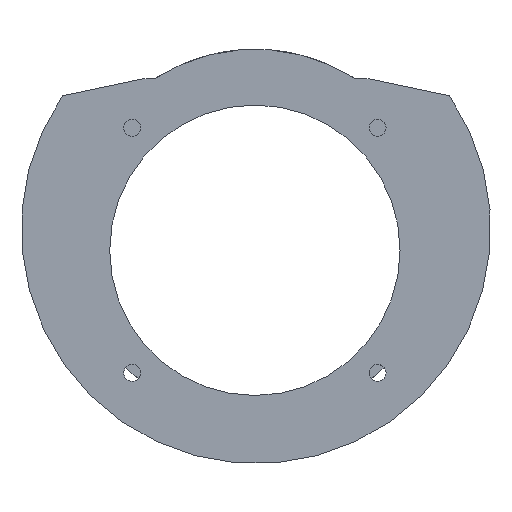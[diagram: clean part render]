
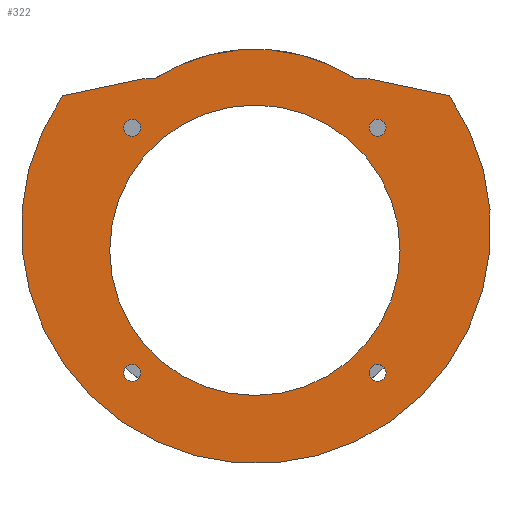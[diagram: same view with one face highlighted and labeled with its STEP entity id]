
A CAD part, front view. The second image highlights one B-rep face of the part: STEP entity #322.
In plain terms, the highlighted planar face has unit normal (0, -1, 0).
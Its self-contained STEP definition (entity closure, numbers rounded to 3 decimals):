
#16=FACE_BOUND('',#89,.T.);
#17=FACE_BOUND('',#90,.T.);
#18=FACE_BOUND('',#91,.T.);
#19=FACE_BOUND('',#92,.T.);
#20=FACE_BOUND('',#93,.T.);
#42=CIRCLE('',#360,30.);
#46=CIRCLE('',#367,1.375);
#47=CIRCLE('',#369,1.375);
#48=CIRCLE('',#371,1.375);
#49=CIRCLE('',#373,1.375);
#50=CIRCLE('',#375,23.5);
#51=CIRCLE('',#377,38.);
#69=FACE_OUTER_BOUND('',#88,.T.);
#88=EDGE_LOOP('',(#283,#284,#285,#286,#287,#288));
#89=EDGE_LOOP('',(#289));
#90=EDGE_LOOP('',(#290));
#91=EDGE_LOOP('',(#291));
#92=EDGE_LOOP('',(#292));
#93=EDGE_LOOP('',(#293));
#95=LINE('',#491,#115);
#100=LINE('',#502,#120);
#103=LINE('',#508,#123);
#107=LINE('',#530,#127);
#115=VECTOR('',#384,10.);
#120=VECTOR('',#391,10.);
#123=VECTOR('',#396,10.);
#127=VECTOR('',#420,10.);
#135=VERTEX_POINT('',#488);
#136=VERTEX_POINT('',#490);
#140=VERTEX_POINT('',#499);
#141=VERTEX_POINT('',#501);
#143=VERTEX_POINT('',#507);
#151=VERTEX_POINT('',#528);
#157=VERTEX_POINT('',#554);
#158=VERTEX_POINT('',#558);
#159=VERTEX_POINT('',#562);
#160=VERTEX_POINT('',#566);
#161=VERTEX_POINT('',#570);
#163=EDGE_CURVE('',#135,#136,#95,.T.);
#168=EDGE_CURVE('',#140,#141,#100,.T.);
#171=EDGE_CURVE('',#136,#143,#103,.T.);
#183=EDGE_CURVE('',#141,#151,#107,.T.);
#191=EDGE_CURVE('',#151,#135,#42,.T.);
#196=EDGE_CURVE('',#157,#157,#46,.T.);
#198=EDGE_CURVE('',#158,#158,#47,.T.);
#200=EDGE_CURVE('',#159,#159,#48,.T.);
#202=EDGE_CURVE('',#160,#160,#49,.T.);
#204=EDGE_CURVE('',#161,#161,#50,.T.);
#205=EDGE_CURVE('',#143,#140,#51,.T.);
#283=ORIENTED_EDGE('',*,*,#183,.F.);
#284=ORIENTED_EDGE('',*,*,#168,.F.);
#285=ORIENTED_EDGE('',*,*,#205,.F.);
#286=ORIENTED_EDGE('',*,*,#171,.F.);
#287=ORIENTED_EDGE('',*,*,#163,.F.);
#288=ORIENTED_EDGE('',*,*,#191,.F.);
#289=ORIENTED_EDGE('',*,*,#204,.F.);
#290=ORIENTED_EDGE('',*,*,#202,.F.);
#291=ORIENTED_EDGE('',*,*,#200,.F.);
#292=ORIENTED_EDGE('',*,*,#198,.F.);
#293=ORIENTED_EDGE('',*,*,#196,.F.);
#304=PLANE('',#378);
#322=ADVANCED_FACE('',(#69,#16,#17,#18,#19,#20),#304,.F.);
#360=AXIS2_PLACEMENT_3D('',#545,#442,#443);
#367=AXIS2_PLACEMENT_3D('',#556,#457,#458);
#369=AXIS2_PLACEMENT_3D('',#560,#462,#463);
#371=AXIS2_PLACEMENT_3D('',#564,#467,#468);
#373=AXIS2_PLACEMENT_3D('',#568,#472,#473);
#375=AXIS2_PLACEMENT_3D('',#572,#477,#478);
#377=AXIS2_PLACEMENT_3D('',#574,#481,#482);
#378=AXIS2_PLACEMENT_3D('',#575,#483,#484);
#384=DIRECTION('',(1.,0.,0.));
#391=DIRECTION('',(0.978,0.,0.207));
#396=DIRECTION('',(0.978,0.,-0.207));
#420=DIRECTION('',(1.,0.,0.));
#442=DIRECTION('center_axis',(0.,1.,0.));
#443=DIRECTION('ref_axis',(-1.,0.,0.));
#457=DIRECTION('center_axis',(0.,-1.,0.));
#458=DIRECTION('ref_axis',(-1.,0.,0.));
#462=DIRECTION('center_axis',(0.,-1.,0.));
#463=DIRECTION('ref_axis',(-1.,0.,0.));
#467=DIRECTION('center_axis',(0.,-1.,0.));
#468=DIRECTION('ref_axis',(-1.,0.,0.));
#472=DIRECTION('center_axis',(0.,-1.,0.));
#473=DIRECTION('ref_axis',(-1.,0.,0.));
#477=DIRECTION('center_axis',(0.,-1.,0.));
#478=DIRECTION('ref_axis',(-1.,0.,0.));
#481=DIRECTION('center_axis',(0.,1.,0.));
#482=DIRECTION('ref_axis',(-1.,0.,0.));
#483=DIRECTION('center_axis',(0.,1.,0.));
#484=DIRECTION('ref_axis',(-1.,0.,0.));
#488=CARTESIAN_POINT('',(16.279,10.,27.75));
#490=CARTESIAN_POINT('',(18.485,10.,27.75));
#491=CARTESIAN_POINT('',(18.485,10.,27.75));
#499=CARTESIAN_POINT('',(-31.125,10.,25.));
#501=CARTESIAN_POINT('',(-18.125,10.,27.75));
#502=CARTESIAN_POINT('',(-31.125,10.,25.));
#507=CARTESIAN_POINT('',(31.485,10.,25.));
#508=CARTESIAN_POINT('',(18.485,10.,27.75));
#528=CARTESIAN_POINT('',(-16.279,10.,27.75));
#530=CARTESIAN_POINT('',(18.485,10.,27.75));
#545=CARTESIAN_POINT('Origin',(0.,10.,2.551));
#554=CARTESIAN_POINT('',(21.225,10.,-19.85));
#556=CARTESIAN_POINT('Origin',(19.85,10.,-19.85));
#558=CARTESIAN_POINT('',(-18.475,10.,-19.85));
#560=CARTESIAN_POINT('Origin',(-19.85,10.,-19.85));
#562=CARTESIAN_POINT('',(21.225,10.,19.85));
#564=CARTESIAN_POINT('Origin',(19.85,10.,19.85));
#566=CARTESIAN_POINT('',(-18.475,10.,19.85));
#568=CARTESIAN_POINT('Origin',(-19.85,10.,19.85));
#570=CARTESIAN_POINT('',(23.5,10.,0.));
#572=CARTESIAN_POINT('Origin',(0.,10.,0.));
#574=CARTESIAN_POINT('Origin',(0.18,10.,3.46));
#575=CARTESIAN_POINT('Origin',(0.18,10.,-4.77));
